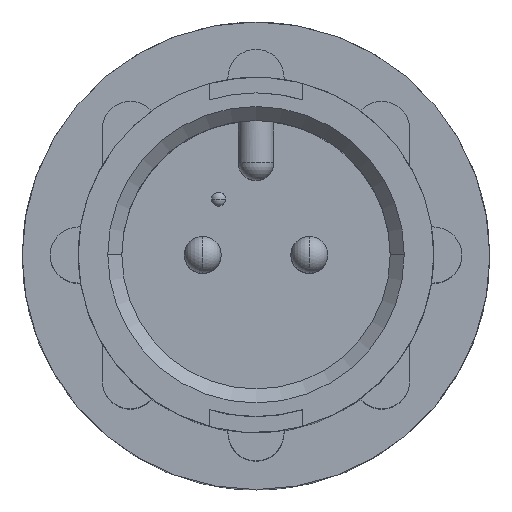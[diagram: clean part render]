
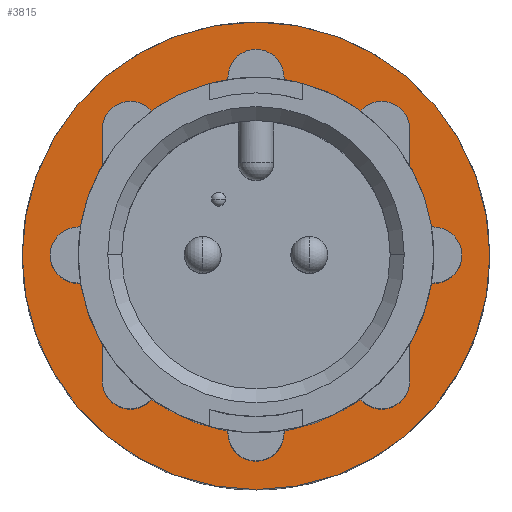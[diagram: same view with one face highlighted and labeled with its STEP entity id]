
A CAD part, top view. The second image highlights one B-rep face of the part: STEP entity #3815.
In plain terms, the highlighted planar face has unit normal (0, 0, 1).
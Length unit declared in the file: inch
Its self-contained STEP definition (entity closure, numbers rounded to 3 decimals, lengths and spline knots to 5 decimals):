
#10 = FACE_OUTER_BOUND ( 'NONE', #1586, .T. ) ;
#12 = FACE_BOUND ( 'NONE', #1593, .T. ) ;
#14 = AXIS2_PLACEMENT_3D ( 'NONE', #5201, #5202, #5203 ) ;
#279 = AXIS2_PLACEMENT_3D ( 'NONE', #9241, #9242, #9243 ) ;
#344 = AXIS2_PLACEMENT_3D ( 'NONE', #10073, #10074, #10075 ) ;
#808 = AXIS2_PLACEMENT_3D ( 'NONE', #4679, #4680, #4681 ) ;
#816 = AXIS2_PLACEMENT_3D ( 'NONE', #4597, #4598, #4599 ) ;
#930 = VERTEX_POINT ( 'NONE', #1755 ) ;
#1007 = VERTEX_POINT ( 'NONE', #1832 ) ;
#1008 = VERTEX_POINT ( 'NONE', #1833 ) ;
#1216 = ORIENTED_EDGE ( 'NONE', *, *, #4201, .T. ) ;
#1217 = ORIENTED_EDGE ( 'NONE', *, *, #4112, .T. ) ;
#1230 = ORIENTED_EDGE ( 'NONE', *, *, #3662, .F. ) ;
#1231 = ORIENTED_EDGE ( 'NONE', *, *, #3685, .F. ) ;
#1586 = EDGE_LOOP ( 'NONE', ( #1216, #1217 ) ) ;
#1593 = EDGE_LOOP ( 'NONE', ( #1231, #1230 ) ) ;
#1755 = CARTESIAN_POINT ( 'NONE',  ( 0.1705, 0., -0.672 ) ) ;
#1832 = CARTESIAN_POINT ( 'NONE',  ( -0.25, 0., -0.672 ) ) ;
#1833 = CARTESIAN_POINT ( 'NONE',  ( 0.25, 0., -0.672 ) ) ;
#2309 = CIRCLE ( 'NONE', #279, 0.25 ) ;
#2379 = CIRCLE ( 'NONE', #344, 0.25 ) ;
#3662 = EDGE_CURVE ( 'NONE', #10493, #930, #4085, .T. ) ;
#3685 = EDGE_CURVE ( 'NONE', #930, #10493, #3995, .T. ) ;
#3815 = ADVANCED_FACE ( 'NONE', ( #10, #12 ), #5200, .T. ) ;
#3995 = CIRCLE ( 'NONE', #808, 0.1705 ) ;
#4085 = CIRCLE ( 'NONE', #816, 0.1705 ) ;
#4112 = EDGE_CURVE ( 'NONE', #1007, #1008, #2309, .T. ) ;
#4201 = EDGE_CURVE ( 'NONE', #1008, #1007, #2379, .T. ) ;
#4597 = CARTESIAN_POINT ( 'NONE',  ( 0., 0., -0.672 ) ) ;
#4598 = DIRECTION ( 'NONE',  ( 0., 0., 1. ) ) ;
#4599 = DIRECTION ( 'NONE',  ( 1., 0., 0. ) ) ;
#4679 = CARTESIAN_POINT ( 'NONE',  ( 0., 0., -0.672 ) ) ;
#4680 = DIRECTION ( 'NONE',  ( 0., 0., 1. ) ) ;
#4681 = DIRECTION ( 'NONE',  ( 1., 0., 0. ) ) ;
#5200 = PLANE ( 'NONE',  #14 ) ;
#5201 = CARTESIAN_POINT ( 'NONE',  ( 0., 0.1725, -0.672 ) ) ;
#5202 = DIRECTION ( 'NONE',  ( 0., 0., 1. ) ) ;
#5203 = DIRECTION ( 'NONE',  ( 1., 0., 0. ) ) ;
#9241 = CARTESIAN_POINT ( 'NONE',  ( 0., 0., -0.672 ) ) ;
#9242 = DIRECTION ( 'NONE',  ( 0., 0., 1. ) ) ;
#9243 = DIRECTION ( 'NONE',  ( 1., 0., 0. ) ) ;
#10073 = CARTESIAN_POINT ( 'NONE',  ( 0., 0., -0.672 ) ) ;
#10074 = DIRECTION ( 'NONE',  ( 0., 0., 1. ) ) ;
#10075 = DIRECTION ( 'NONE',  ( 1., 0., 0. ) ) ;
#10393 = CARTESIAN_POINT ( 'NONE',  ( -0.1705, 0., -0.672 ) ) ;
#10493 = VERTEX_POINT ( 'NONE', #10393 ) ;
